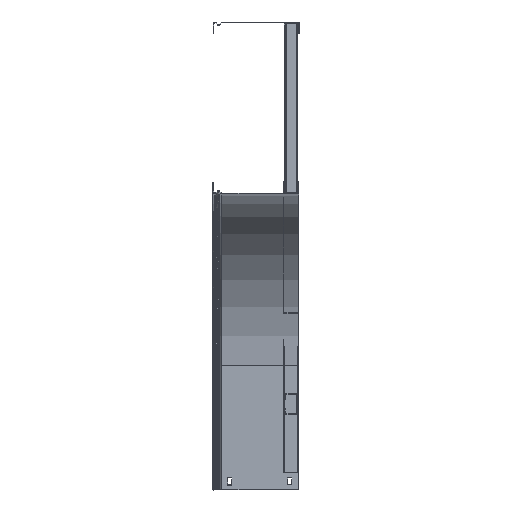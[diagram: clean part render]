
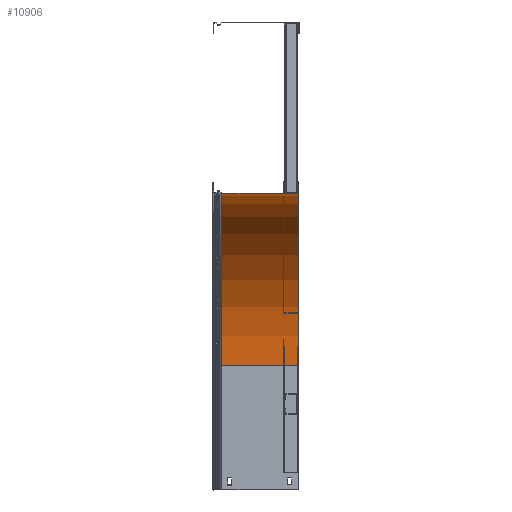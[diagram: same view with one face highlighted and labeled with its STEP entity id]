
A CAD part, left-side view. The second image highlights one B-rep face of the part: STEP entity #10906.
In plain terms, the highlighted cylindrical face has radius 300 mm (diameter 600 mm), a partial arc.
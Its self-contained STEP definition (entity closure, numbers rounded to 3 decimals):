
#154 = VERTEX_POINT ( 'NONE', #2472 ) ;
#649 = CARTESIAN_POINT ( 'NONE',  ( 0., 2.2, -300. ) ) ;
#714 = EDGE_CURVE ( 'NONE', #1318, #7689, #2374, .T. ) ;
#839 = AXIS2_PLACEMENT_3D ( 'NONE', #3049, #9804, #3885 ) ;
#1166 = EDGE_CURVE ( 'NONE', #9698, #7689, #6310, .T. ) ;
#1243 = CIRCLE ( 'NONE', #839, 300. ) ;
#1318 = VERTEX_POINT ( 'NONE', #10530 ) ;
#1614 = CARTESIAN_POINT ( 'NONE',  ( 300., 2.2, 0. ) ) ;
#2374 = LINE ( 'NONE', #649, #3433 ) ;
#2425 = DIRECTION ( 'NONE',  ( 0., 1., 0. ) ) ;
#2472 = CARTESIAN_POINT ( 'NONE',  ( 300., 0., 0. ) ) ;
#2916 = VECTOR ( 'NONE', #7503, 1000. ) ;
#2924 = CARTESIAN_POINT ( 'NONE',  ( 0., 0., 0. ) ) ;
#3049 = CARTESIAN_POINT ( 'NONE',  ( 0., 0., 0. ) ) ;
#3081 = CARTESIAN_POINT ( 'NONE',  ( 0., 135.525, -300. ) ) ;
#3187 = LINE ( 'NONE', #1614, #2916 ) ;
#3433 = VECTOR ( 'NONE', #2425, 1000. ) ;
#3671 = EDGE_CURVE ( 'NONE', #1318, #154, #1243, .T. ) ;
#3885 = DIRECTION ( 'NONE',  ( 1., 0., 0. ) ) ;
#4148 = EDGE_LOOP ( 'NONE', ( #10386, #4914, #9107, #7251 ) ) ;
#4914 = ORIENTED_EDGE ( 'NONE', *, *, #1166, .T. ) ;
#5499 = AXIS2_PLACEMENT_3D ( 'NONE', #2924, #8938, #7110 ) ;
#5690 = DIRECTION ( 'NONE',  ( 0., 0., 1. ) ) ;
#6310 = CIRCLE ( 'NONE', #9135, 300. ) ;
#6576 = CYLINDRICAL_SURFACE ( 'NONE', #5499, 300. ) ;
#7064 = CARTESIAN_POINT ( 'NONE',  ( 300., 135.525, 0. ) ) ;
#7102 = FACE_OUTER_BOUND ( 'NONE', #4148, .T. ) ;
#7110 = DIRECTION ( 'NONE',  ( 0., 0., 1. ) ) ;
#7251 = ORIENTED_EDGE ( 'NONE', *, *, #3671, .T. ) ;
#7503 = DIRECTION ( 'NONE',  ( 0., 1., 0. ) ) ;
#7519 = EDGE_CURVE ( 'NONE', #154, #9698, #3187, .T. ) ;
#7689 = VERTEX_POINT ( 'NONE', #3081 ) ;
#8938 = DIRECTION ( 'NONE',  ( 0., 1., 0. ) ) ;
#9053 = DIRECTION ( 'NONE',  ( 0., 1., 0. ) ) ;
#9107 = ORIENTED_EDGE ( 'NONE', *, *, #714, .F. ) ;
#9135 = AXIS2_PLACEMENT_3D ( 'NONE', #10681, #9053, #5690 ) ;
#9698 = VERTEX_POINT ( 'NONE', #7064 ) ;
#9804 = DIRECTION ( 'NONE',  ( 0., -1., 0. ) ) ;
#10386 = ORIENTED_EDGE ( 'NONE', *, *, #7519, .T. ) ;
#10530 = CARTESIAN_POINT ( 'NONE',  ( 0., 0., -300. ) ) ;
#10681 = CARTESIAN_POINT ( 'NONE',  ( 0., 135.525, 0. ) ) ;
#10906 = ADVANCED_FACE ( 'NONE', ( #7102 ), #6576, .F. ) ;
